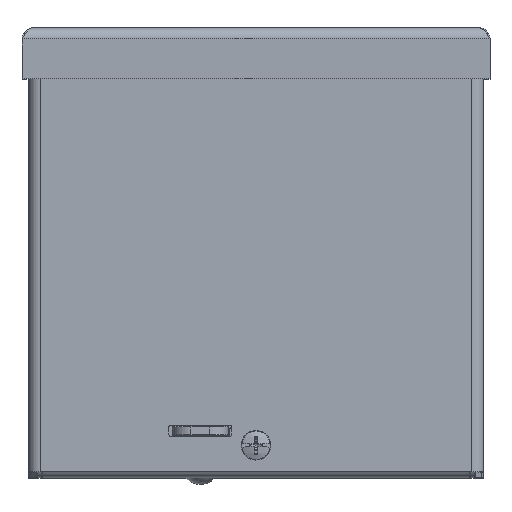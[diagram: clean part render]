
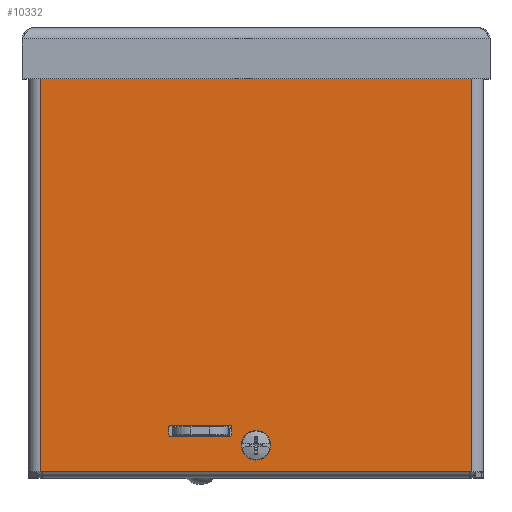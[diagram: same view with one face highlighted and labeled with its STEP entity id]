
A CAD part, top view. The second image highlights one B-rep face of the part: STEP entity #10332.
In plain terms, the highlighted planar face has unit normal (0, 0, 1).
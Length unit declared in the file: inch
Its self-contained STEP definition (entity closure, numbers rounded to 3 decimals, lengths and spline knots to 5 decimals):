
#21 = EDGE_LOOP ( 'NONE', ( #9402 ) ) ;
#128 = LINE ( 'NONE', #1542, #11453 ) ;
#423 = VERTEX_POINT ( 'NONE', #4280 ) ;
#448 = CARTESIAN_POINT ( 'NONE',  ( -0.35938, -2.44613, 2.19362 ) ) ;
#680 = DIRECTION ( 'NONE',  ( 0., -1., 0. ) ) ;
#699 = VERTEX_POINT ( 'NONE', #2469 ) ;
#727 = DIRECTION ( 'NONE',  ( 1., 0., 0. ) ) ;
#741 = VERTEX_POINT ( 'NONE', #8368 ) ;
#784 = LINE ( 'NONE', #4075, #4049 ) ;
#861 = CIRCLE ( 'NONE', #5692, 0.125 ) ;
#984 = DIRECTION ( 'NONE',  ( 1., 0., 0. ) ) ;
#1145 = EDGE_CURVE ( 'NONE', #13735, #3414, #13567, .T. ) ;
#1515 = VERTEX_POINT ( 'NONE', #6026 ) ;
#1542 = CARTESIAN_POINT ( 'NONE',  ( 2.90625, -1.45313, 2.19362 ) ) ;
#1587 = DIRECTION ( 'NONE',  ( 0., 1., 0. ) ) ;
#1805 = DIRECTION ( 'NONE',  ( 0., -1., 0. ) ) ;
#1970 = CARTESIAN_POINT ( 'NONE',  ( 0., 0.01562, 2.19362 ) ) ;
#1996 = EDGE_CURVE ( 'NONE', #8453, #8453, #11984, .T. ) ;
#2047 = DIRECTION ( 'NONE',  ( 0., 1., 0. ) ) ;
#2257 = ORIENTED_EDGE ( 'NONE', *, *, #9394, .T. ) ;
#2417 = EDGE_CURVE ( 'NONE', #13735, #7879, #5404, .T. ) ;
#2469 = CARTESIAN_POINT ( 'NONE',  ( 2.90625, -2.92188, 2.19362 ) ) ;
#2552 = EDGE_CURVE ( 'NONE', #741, #10136, #4510, .T. ) ;
#2627 = ORIENTED_EDGE ( 'NONE', *, *, #5977, .T. ) ;
#2814 = DIRECTION ( 'NONE',  ( 0., 0., 1. ) ) ;
#3067 = CARTESIAN_POINT ( 'NONE',  ( -1.14063, -2.44613, 2.19362 ) ) ;
#3124 = VERTEX_POINT ( 'NONE', #12152 ) ;
#3177 = CARTESIAN_POINT ( 'NONE',  ( -1.17188, -1.21525, 2.19362 ) ) ;
#3414 = VERTEX_POINT ( 'NONE', #3067 ) ;
#3536 = EDGE_LOOP ( 'NONE', ( #2627 ) ) ;
#3558 = ORIENTED_EDGE ( 'NONE', *, *, #11834, .F. ) ;
#3858 = DIRECTION ( 'NONE',  ( 1., 0., 0. ) ) ;
#3981 = DIRECTION ( 'NONE',  ( 0., 0., 1. ) ) ;
#4049 = VECTOR ( 'NONE', #1805, 39.37008 ) ;
#4075 = CARTESIAN_POINT ( 'NONE',  ( -0.32813, -1.13713, 2.19362 ) ) ;
#4085 = CARTESIAN_POINT ( 'NONE',  ( -0.35938, -2.32113, 2.19362 ) ) ;
#4090 = EDGE_CURVE ( 'NONE', #699, #423, #128, .T. ) ;
#4098 = ORIENTED_EDGE ( 'NONE', *, *, #9338, .F. ) ;
#4147 = VECTOR ( 'NONE', #4174, 39.37008 ) ;
#4174 = DIRECTION ( 'NONE',  ( 1., 0., 0. ) ) ;
#4222 = CARTESIAN_POINT ( 'NONE',  ( -0.58594, -2.28988, 2.19362 ) ) ;
#4233 = VERTEX_POINT ( 'NONE', #5007 ) ;
#4280 = CARTESIAN_POINT ( 'NONE',  ( 2.90625, 2.95312, 2.19362 ) ) ;
#4328 = CARTESIAN_POINT ( 'NONE',  ( -3.059, -2.92188, 2.19362 ) ) ;
#4360 = AXIS2_PLACEMENT_3D ( 'NONE', #6098, #12730, #3858 ) ;
#4418 = CARTESIAN_POINT ( 'NONE',  ( -2.90625, -2.92188, 2.19362 ) ) ;
#4510 = CIRCLE ( 'NONE', #14076, 0.03125 ) ;
#4531 = LINE ( 'NONE', #3177, #6792 ) ;
#4855 = ORIENTED_EDGE ( 'NONE', *, *, #1145, .T. ) ;
#5007 = CARTESIAN_POINT ( 'NONE',  ( -2.90625, 2.95312, 2.19362 ) ) ;
#5013 = CIRCLE ( 'NONE', #13342, 0.03125 ) ;
#5189 = LINE ( 'NONE', #9382, #7435 ) ;
#5196 = DIRECTION ( 'NONE',  ( -0.707, 0.707, 0. ) ) ;
#5310 = DIRECTION ( 'NONE',  ( -1., 0., 0. ) ) ;
#5404 = CIRCLE ( 'NONE', #7245, 0.03125 ) ;
#5580 = DIRECTION ( 'NONE',  ( 1., 0., 0. ) ) ;
#5692 = AXIS2_PLACEMENT_3D ( 'NONE', #8216, #9295, #727 ) ;
#5721 = ORIENTED_EDGE ( 'NONE', *, *, #6785, .T. ) ;
#5768 = ORIENTED_EDGE ( 'NONE', *, *, #2552, .F. ) ;
#5791 = ORIENTED_EDGE ( 'NONE', *, *, #11894, .T. ) ;
#5864 = FACE_BOUND ( 'NONE', #3536, .T. ) ;
#5977 = EDGE_CURVE ( 'NONE', #1515, #1515, #861, .T. ) ;
#6026 = CARTESIAN_POINT ( 'NONE',  ( 0.125, 2.59375, 2.19362 ) ) ;
#6098 = CARTESIAN_POINT ( 'NONE',  ( 0., -2.5625, 2.19362 ) ) ;
#6166 = DIRECTION ( 'NONE',  ( 0.707, -0.707, 0. ) ) ;
#6569 = DIRECTION ( 'NONE',  ( 0.707, 0.707, 0. ) ) ;
#6785 = EDGE_CURVE ( 'NONE', #423, #4233, #11121, .T. ) ;
#6792 = VECTOR ( 'NONE', #2047, 39.37008 ) ;
#7183 = VECTOR ( 'NONE', #5310, 39.37008 ) ;
#7245 = AXIS2_PLACEMENT_3D ( 'NONE', #11650, #3981, #6166 ) ;
#7332 = EDGE_CURVE ( 'NONE', #10117, #7879, #784, .T. ) ;
#7345 = CARTESIAN_POINT ( 'NONE',  ( -0.32813, -2.41488, 2.19362 ) ) ;
#7421 = FACE_BOUND ( 'NONE', #21, .T. ) ;
#7425 = DIRECTION ( 'NONE',  ( 0., 0., 1. ) ) ;
#7435 = VECTOR ( 'NONE', #680, 39.37008 ) ;
#7682 = PLANE ( 'NONE',  #10466 ) ;
#7879 = VERTEX_POINT ( 'NONE', #7345 ) ;
#7979 = EDGE_LOOP ( 'NONE', ( #13750, #5721, #2257, #5791 ) ) ;
#8100 = CARTESIAN_POINT ( 'NONE',  ( 0.125, -2.5625, 2.19362 ) ) ;
#8216 = CARTESIAN_POINT ( 'NONE',  ( 0., 2.59375, 2.19362 ) ) ;
#8368 = CARTESIAN_POINT ( 'NONE',  ( -1.14063, -2.28988, 2.19362 ) ) ;
#8453 = VERTEX_POINT ( 'NONE', #8100 ) ;
#8481 = CARTESIAN_POINT ( 'NONE',  ( -1.14063, -2.32113, 2.19362 ) ) ;
#8576 = ORIENTED_EDGE ( 'NONE', *, *, #12814, .T. ) ;
#8588 = VERTEX_POINT ( 'NONE', #12432 ) ;
#9007 = DIRECTION ( 'NONE',  ( -1., 0., 0. ) ) ;
#9023 = ORIENTED_EDGE ( 'NONE', *, *, #2417, .F. ) ;
#9295 = DIRECTION ( 'NONE',  ( 0., 0., -1. ) ) ;
#9338 = EDGE_CURVE ( 'NONE', #8588, #3414, #5013, .T. ) ;
#9382 = CARTESIAN_POINT ( 'NONE',  ( -2.90625, 1.48438, 2.19362 ) ) ;
#9394 = EDGE_CURVE ( 'NONE', #4233, #11965, #5189, .T. ) ;
#9402 = ORIENTED_EDGE ( 'NONE', *, *, #1996, .T. ) ;
#9473 = FACE_OUTER_BOUND ( 'NONE', #7979, .T. ) ;
#9563 = DIRECTION ( 'NONE',  ( 0., 0., 1. ) ) ;
#9979 = FACE_BOUND ( 'NONE', #12775, .T. ) ;
#10027 = VECTOR ( 'NONE', #5580, 39.37008 ) ;
#10117 = VERTEX_POINT ( 'NONE', #13906 ) ;
#10136 = VERTEX_POINT ( 'NONE', #10693 ) ;
#10196 = CIRCLE ( 'NONE', #12119, 0.03125 ) ;
#10240 = CARTESIAN_POINT ( 'NONE',  ( -0.16406, -2.44613, 2.19362 ) ) ;
#10332 = ADVANCED_FACE ( 'NONE', ( #9473, #9979, #7421, #5864 ), #7682, .F. ) ;
#10466 = AXIS2_PLACEMENT_3D ( 'NONE', #1970, #10834, #984 ) ;
#10682 = DIRECTION ( 'NONE',  ( -0.707, -0.707, 0. ) ) ;
#10693 = CARTESIAN_POINT ( 'NONE',  ( -1.17188, -2.32113, 2.19362 ) ) ;
#10834 = DIRECTION ( 'NONE',  ( 0., 0., -1. ) ) ;
#11097 = ORIENTED_EDGE ( 'NONE', *, *, #13382, .T. ) ;
#11121 = LINE ( 'NONE', #14032, #7183 ) ;
#11349 = LINE ( 'NONE', #4222, #4147 ) ;
#11453 = VECTOR ( 'NONE', #1587, 39.37008 ) ;
#11650 = CARTESIAN_POINT ( 'NONE',  ( -0.35938, -2.41488, 2.19362 ) ) ;
#11834 = EDGE_CURVE ( 'NONE', #10117, #3124, #10196, .T. ) ;
#11894 = EDGE_CURVE ( 'NONE', #11965, #699, #12915, .T. ) ;
#11965 = VERTEX_POINT ( 'NONE', #4418 ) ;
#11984 = CIRCLE ( 'NONE', #4360, 0.125 ) ;
#12119 = AXIS2_PLACEMENT_3D ( 'NONE', #4085, #7425, #6569 ) ;
#12152 = CARTESIAN_POINT ( 'NONE',  ( -0.35938, -2.28988, 2.19362 ) ) ;
#12432 = CARTESIAN_POINT ( 'NONE',  ( -1.17188, -2.41488, 2.19362 ) ) ;
#12730 = DIRECTION ( 'NONE',  ( 0., 0., -1. ) ) ;
#12775 = EDGE_LOOP ( 'NONE', ( #13419, #9023, #4855, #4098, #11097, #5768, #8576, #3558 ) ) ;
#12814 = EDGE_CURVE ( 'NONE', #741, #3124, #11349, .T. ) ;
#12915 = LINE ( 'NONE', #4328, #10027 ) ;
#13234 = VECTOR ( 'NONE', #9007, 39.37008 ) ;
#13342 = AXIS2_PLACEMENT_3D ( 'NONE', #13850, #2814, #10682 ) ;
#13382 = EDGE_CURVE ( 'NONE', #8588, #10136, #4531, .T. ) ;
#13419 = ORIENTED_EDGE ( 'NONE', *, *, #7332, .T. ) ;
#13567 = LINE ( 'NONE', #10240, #13234 ) ;
#13735 = VERTEX_POINT ( 'NONE', #448 ) ;
#13750 = ORIENTED_EDGE ( 'NONE', *, *, #4090, .T. ) ;
#13850 = CARTESIAN_POINT ( 'NONE',  ( -1.14063, -2.41488, 2.19362 ) ) ;
#13906 = CARTESIAN_POINT ( 'NONE',  ( -0.32813, -2.32113, 2.19362 ) ) ;
#14032 = CARTESIAN_POINT ( 'NONE',  ( 3.059, 2.95313, 2.19362 ) ) ;
#14076 = AXIS2_PLACEMENT_3D ( 'NONE', #8481, #9563, #5196 ) ;
